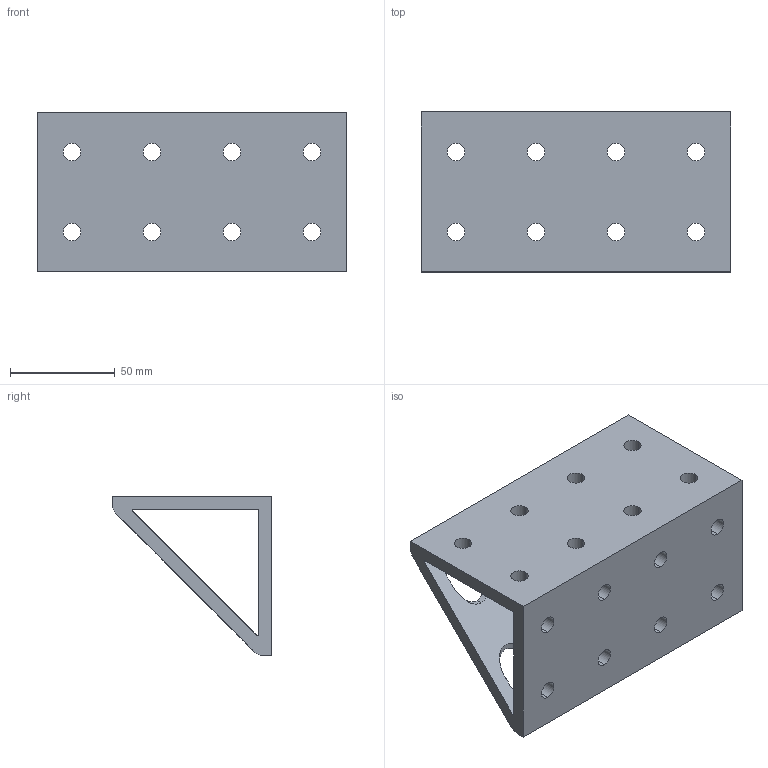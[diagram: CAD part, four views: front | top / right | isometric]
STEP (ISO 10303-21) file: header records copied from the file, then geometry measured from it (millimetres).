
FILE_DESCRIPTION (( 'STEP AP203' ), '1' );
FILE_NAME ('653292.SLDPRT.step', '2003-10-13T11:33:18', ( 'Jerry Winters' ), ( 'GoEngineer' ), 'SwSTEP 2.0', 'SolidWorks 2003174', '' );
FILE_SCHEMA (( 'CONFIG_CONTROL_DESIGN' ));
Length unit declared in the file: inch
Products named in the file (1): 653292.SLDPRT
Bounding box: 147.57 x 76.2 x 76.2 mm (x, y, z)
Volume: 193627.1 mm3; surface area: 69375.4 mm2
Topology: 1 solids, 1 shells, 132 faces, 366 edges, 228 vertices
Faces by surface type: cylinder 122, plane 10
Entity records: 4629 total; most frequent: CARTESIAN_POINT 1467, ORIENTED_EDGE 732, DIRECTION 564, EDGE_CURVE 366, VERTEX_POINT 228, AXIS2_PLACEMENT_3D 221, EDGE_LOOP 174, ADVANCED_FACE 132
